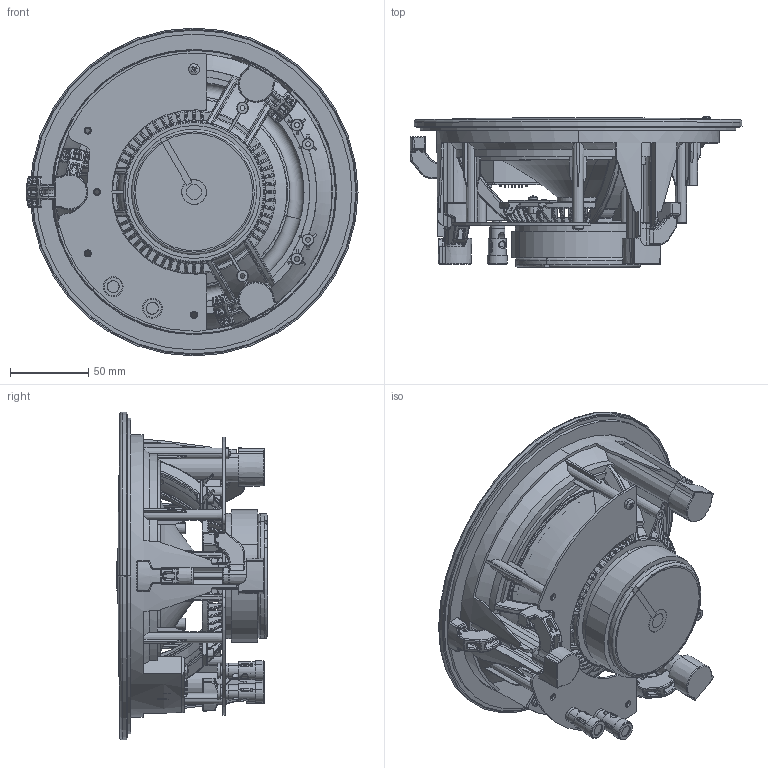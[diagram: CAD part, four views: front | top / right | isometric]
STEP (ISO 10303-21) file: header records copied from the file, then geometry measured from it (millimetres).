
FILE_DESCRIPTION (( 'STEP AP203' ), '1' );
FILE_NAME ('100_ICW_6.STEP', '2022-10-20T12:05:30', ( '' ), ( '' ), 'SwSTEP 2.0', 'SolidWorks 2022', '' );
FILE_SCHEMA (( 'CONFIG_CONTROL_DESIGN' ));
Length unit declared in the file: millimetre
Products named in the file (29): 170316-ENAC1595(renforcement); ENSEMBLE_GRILLE_RONDE_IC6-IC6ST_默认; ENFI1099-PCB_SWITCH_IC5; HPMO1108-PC; HPCT1169; SWITCH IC - INT GOOD; ST3X8_默认; HPCT1160_默认; ENAC1598_GRILLE_MAGNET; ENAC1597; ENAC1598-MAIN_FRAME_PROPOSITION DESIGN; ENAC1596; ST4X10_默认; ENFI1100; HPME1082; COLO1117; ENAC1600; HPMO1108-FE_85x32x17; COET1447_avec marquage; ENAC1598; ENAC1599; ENFI1099; HPMO1108; HPPT1265; COET1446; COJO1083; 100_ICW_6; ST4X70_默认; HPMO1108-PN
Assembly tree (45 placements, depth 3):
  100_ICW_6
    ENAC1598
      ENAC1598_GRILLE_MAGNET  x9
      ENAC1598-MAIN_FRAME_PROPOSITION DESIGN
    HPMO1108
      HPMO1108-PC
      HPMO1108-PN
      HPMO1108-FE_85x32x17
    170316-ENAC1595(renforcement)  x4
    ENAC1596  x3
    COJO1083
    HPPT1265
    ENFI1099
      SWITCH IC - INT GOOD
      ENFI1099-PCB_SWITCH_IC5
    ENAC1597
    ENSEMBLE_GRILLE_RONDE_IC6-IC6ST_默认
      ENAC1599
      ENAC1600
      COLO1117
    HPME1082
    ENFI1100
    ST4X70_默认  x3
    ST3X8_默认  x2
    ST4X10_默认
    HPCT1160_默认
    COET1446
    COET1447_avec marquage
    HPCT1169  x2
Bounding box: 212.36 x 96.63 x 209.76 mm (x, y, z)
Volume: 440301.9 mm3; surface area: 444221.5 mm2
Topology: 54 solids, 54 shells, 7074 faces, 14939 edges, 7791 vertices
Faces by surface type: plane 4103, bspline 1045, cylinder 766, torus 453, cone 429, sphere 278
Entity records: 136580 total; most frequent: CARTESIAN_POINT 55700, ORIENTED_EDGE 17446, DIRECTION 14313, EDGE_CURVE 8723, AXIS2_PLACEMENT_3D 5627, VERTEX_POINT 5054, EDGE_LOOP 3889, FACE_OUTER_BOUND 3713
